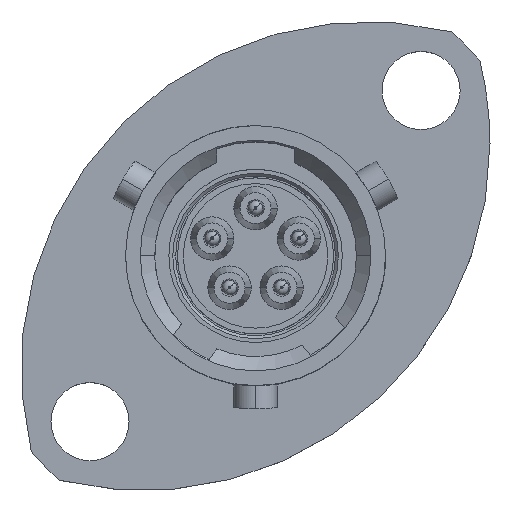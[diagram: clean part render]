
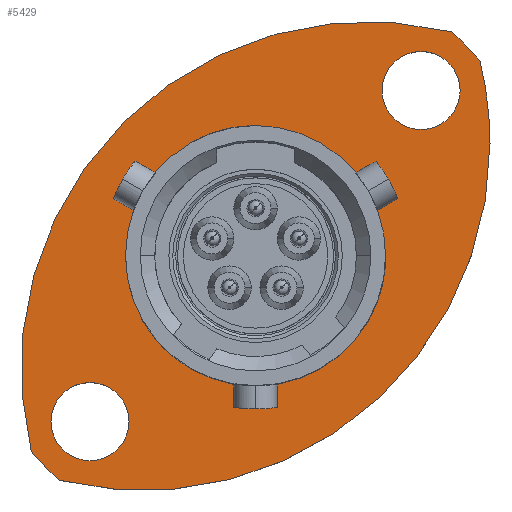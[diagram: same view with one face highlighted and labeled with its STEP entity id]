
A CAD part, top view. The second image highlights one B-rep face of the part: STEP entity #5429.
In plain terms, the highlighted planar face has unit normal (0, 0, 1).
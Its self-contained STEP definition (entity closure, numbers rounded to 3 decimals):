
#622 = AXIS2_PLACEMENT_3D ( 'NONE', #7527, #16524, #8820 ) ;
#1568 = EDGE_CURVE ( 'NONE', #15872, #10229, #9015, .T. ) ;
#1589 = CARTESIAN_POINT ( 'NONE',  ( -3.889, 3.889, -9. ) ) ;
#1640 = CIRCLE ( 'NONE', #1895, 4.5 ) ;
#1895 = AXIS2_PLACEMENT_3D ( 'NONE', #6346, #15337, #7634 ) ;
#2288 = CARTESIAN_POINT ( 'NONE',  ( 4.378, 5.728, -9. ) ) ;
#2364 = EDGE_LOOP ( 'NONE', ( #3189, #15420 ) ) ;
#2408 = DIRECTION ( 'NONE',  ( 0., 0., 1. ) ) ;
#2513 = CARTESIAN_POINT ( 'NONE',  ( 0., 0., -9. ) ) ;
#2881 = DIRECTION ( 'NONE',  ( 1., 0., 0. ) ) ;
#2942 = VERTEX_POINT ( 'NONE', #11580 ) ;
#3020 = FACE_BOUND ( 'NONE', #3399, .T. ) ;
#3189 = ORIENTED_EDGE ( 'NONE', *, *, #5239, .F. ) ;
#3399 = EDGE_LOOP ( 'NONE', ( #11794, #5263 ) ) ;
#3434 = AXIS2_PLACEMENT_3D ( 'NONE', #3538, #12576, #4838 ) ;
#3538 = CARTESIAN_POINT ( 'NONE',  ( -5.728, -5.728, -9. ) ) ;
#3785 = DIRECTION ( 'NONE',  ( 1., 0., 0. ) ) ;
#4060 = EDGE_CURVE ( 'NONE', #10229, #15872, #4347, .T. ) ;
#4201 = CARTESIAN_POINT ( 'NONE',  ( 8.111, 3.889, -9. ) ) ;
#4264 = ORIENTED_EDGE ( 'NONE', *, *, #16376, .F. ) ;
#4294 = DIRECTION ( 'NONE',  ( 0., 0., -1. ) ) ;
#4347 = CIRCLE ( 'NONE', #3434, 1.35 ) ;
#4379 = EDGE_CURVE ( 'NONE', #10874, #10863, #14556, .T. ) ;
#4665 = ORIENTED_EDGE ( 'NONE', *, *, #11647, .F. ) ;
#4760 = ORIENTED_EDGE ( 'NONE', *, *, #6143, .T. ) ;
#4838 = DIRECTION ( 'NONE',  ( 1., 0., 0. ) ) ;
#4913 = CARTESIAN_POINT ( 'NONE',  ( 0., 0., -9. ) ) ;
#5057 = AXIS2_PLACEMENT_3D ( 'NONE', #2513, #11521, #3785 ) ;
#5239 = EDGE_CURVE ( 'NONE', #2942, #8578, #9483, .T. ) ;
#5263 = ORIENTED_EDGE ( 'NONE', *, *, #4060, .F. ) ;
#5302 = CARTESIAN_POINT ( 'NONE',  ( 0., 0., -9. ) ) ;
#5429 = ADVANCED_FACE ( 'NONE', ( #3020, #6455, #16302, #12924 ), #11004, .F. ) ;
#5493 = ORIENTED_EDGE ( 'NONE', *, *, #10408, .T. ) ;
#5540 = DIRECTION ( 'NONE',  ( 1., 0., 0. ) ) ;
#5542 = VERTEX_POINT ( 'NONE', #12541 ) ;
#6009 = CARTESIAN_POINT ( 'NONE',  ( 0., 4.5, -9. ) ) ;
#6105 = EDGE_CURVE ( 'NONE', #7157, #12572, #15956, .T. ) ;
#6143 = EDGE_CURVE ( 'NONE', #10874, #9118, #6320, .T. ) ;
#6214 = DIRECTION ( 'NONE',  ( 1., 0., 0. ) ) ;
#6320 = CIRCLE ( 'NONE', #5057, 10.3 ) ;
#6346 = CARTESIAN_POINT ( 'NONE',  ( 0., 0., -9. ) ) ;
#6355 = VERTEX_POINT ( 'NONE', #4201 ) ;
#6455 = FACE_BOUND ( 'NONE', #2364, .T. ) ;
#6596 = DIRECTION ( 'NONE',  ( 1., 0., 0. ) ) ;
#7112 = CIRCLE ( 'NONE', #15766, 1.35 ) ;
#7157 = VERTEX_POINT ( 'NONE', #7478 ) ;
#7243 = DIRECTION ( 'NONE',  ( 0., 0., 1. ) ) ;
#7263 = DIRECTION ( 'NONE',  ( -1., 0., 0. ) ) ;
#7478 = CARTESIAN_POINT ( 'NONE',  ( 4.5, 0., -9. ) ) ;
#7527 = CARTESIAN_POINT ( 'NONE',  ( -3.889, 3.889, -9. ) ) ;
#7634 = DIRECTION ( 'NONE',  ( 1., 0., 0. ) ) ;
#7706 = CARTESIAN_POINT ( 'NONE',  ( -7.759, -6.774, -9. ) ) ;
#8149 = CARTESIAN_POINT ( 'NONE',  ( -4.5, 0., -9. ) ) ;
#8233 = EDGE_LOOP ( 'NONE', ( #4760, #4665, #4264, #5493, #13130 ) ) ;
#8268 = ORIENTED_EDGE ( 'NONE', *, *, #10143, .F. ) ;
#8578 = VERTEX_POINT ( 'NONE', #2288 ) ;
#8626 = CIRCLE ( 'NONE', #622, 12. ) ;
#8820 = DIRECTION ( 'NONE',  ( 1., 0., 0. ) ) ;
#9005 = CARTESIAN_POINT ( 'NONE',  ( 6.774, 7.759, -9. ) ) ;
#9015 = CIRCLE ( 'NONE', #14478, 1.35 ) ;
#9091 = CIRCLE ( 'NONE', #15384, 10.3 ) ;
#9118 = VERTEX_POINT ( 'NONE', #12702 ) ;
#9334 = CIRCLE ( 'NONE', #10840, 12. ) ;
#9483 = CIRCLE ( 'NONE', #16225, 1.35 ) ;
#9541 = CARTESIAN_POINT ( 'NONE',  ( -4.378, -5.728, -9. ) ) ;
#10105 = CARTESIAN_POINT ( 'NONE',  ( 5.728, 5.728, -9. ) ) ;
#10143 = EDGE_CURVE ( 'NONE', #12572, #7157, #1640, .T. ) ;
#10229 = VERTEX_POINT ( 'NONE', #11701 ) ;
#10408 = EDGE_CURVE ( 'NONE', #5542, #10863, #9091, .T. ) ;
#10552 = AXIS2_PLACEMENT_3D ( 'NONE', #4913, #13893, #6214 ) ;
#10596 = DIRECTION ( 'NONE',  ( 0., 0., -1. ) ) ;
#10840 = AXIS2_PLACEMENT_3D ( 'NONE', #1589, #10596, #2881 ) ;
#10863 = VERTEX_POINT ( 'NONE', #9005 ) ;
#10874 = VERTEX_POINT ( 'NONE', #7706 ) ;
#11004 = PLANE ( 'NONE',  #12158 ) ;
#11413 = DIRECTION ( 'NONE',  ( 1., 0., 0. ) ) ;
#11521 = DIRECTION ( 'NONE',  ( 0., 0., 1. ) ) ;
#11580 = CARTESIAN_POINT ( 'NONE',  ( 7.078, 5.728, -9. ) ) ;
#11647 = EDGE_CURVE ( 'NONE', #6355, #9118, #8626, .T. ) ;
#11701 = CARTESIAN_POINT ( 'NONE',  ( -7.078, -5.728, -9. ) ) ;
#11794 = ORIENTED_EDGE ( 'NONE', *, *, #1568, .F. ) ;
#12031 = CARTESIAN_POINT ( 'NONE',  ( 3.889, -3.889, -9. ) ) ;
#12158 = AXIS2_PLACEMENT_3D ( 'NONE', #6009, #14970, #7263 ) ;
#12541 = CARTESIAN_POINT ( 'NONE',  ( 7.759, 6.774, -9. ) ) ;
#12572 = VERTEX_POINT ( 'NONE', #8149 ) ;
#12576 = DIRECTION ( 'NONE',  ( 0., 0., 1. ) ) ;
#12702 = CARTESIAN_POINT ( 'NONE',  ( -6.774, -7.759, -9. ) ) ;
#12924 = FACE_OUTER_BOUND ( 'NONE', #8233, .T. ) ;
#13130 = ORIENTED_EDGE ( 'NONE', *, *, #4379, .F. ) ;
#13243 = DIRECTION ( 'NONE',  ( 0., 0., 1. ) ) ;
#13305 = DIRECTION ( 'NONE',  ( 1., 0., 0. ) ) ;
#13893 = DIRECTION ( 'NONE',  ( 0., 0., 1. ) ) ;
#14279 = DIRECTION ( 'NONE',  ( 0., 0., 1. ) ) ;
#14478 = AXIS2_PLACEMENT_3D ( 'NONE', #14949, #7243, #16258 ) ;
#14556 = CIRCLE ( 'NONE', #16606, 12. ) ;
#14762 = ORIENTED_EDGE ( 'NONE', *, *, #6105, .F. ) ;
#14949 = CARTESIAN_POINT ( 'NONE',  ( -5.728, -5.728, -9. ) ) ;
#14970 = DIRECTION ( 'NONE',  ( 0., 0., -1. ) ) ;
#15219 = EDGE_LOOP ( 'NONE', ( #14762, #8268 ) ) ;
#15337 = DIRECTION ( 'NONE',  ( 0., 0., 1. ) ) ;
#15384 = AXIS2_PLACEMENT_3D ( 'NONE', #5302, #14279, #6596 ) ;
#15420 = ORIENTED_EDGE ( 'NONE', *, *, #16136, .F. ) ;
#15766 = AXIS2_PLACEMENT_3D ( 'NONE', #10105, #2408, #11413 ) ;
#15872 = VERTEX_POINT ( 'NONE', #9541 ) ;
#15956 = CIRCLE ( 'NONE', #10552, 4.5 ) ;
#16136 = EDGE_CURVE ( 'NONE', #8578, #2942, #7112, .T. ) ;
#16225 = AXIS2_PLACEMENT_3D ( 'NONE', #16500, #13243, #5540 ) ;
#16258 = DIRECTION ( 'NONE',  ( 1., 0., 0. ) ) ;
#16302 = FACE_BOUND ( 'NONE', #15219, .T. ) ;
#16376 = EDGE_CURVE ( 'NONE', #5542, #6355, #9334, .T. ) ;
#16500 = CARTESIAN_POINT ( 'NONE',  ( 5.728, 5.728, -9. ) ) ;
#16524 = DIRECTION ( 'NONE',  ( 0., 0., -1. ) ) ;
#16606 = AXIS2_PLACEMENT_3D ( 'NONE', #12031, #4294, #13305 ) ;
